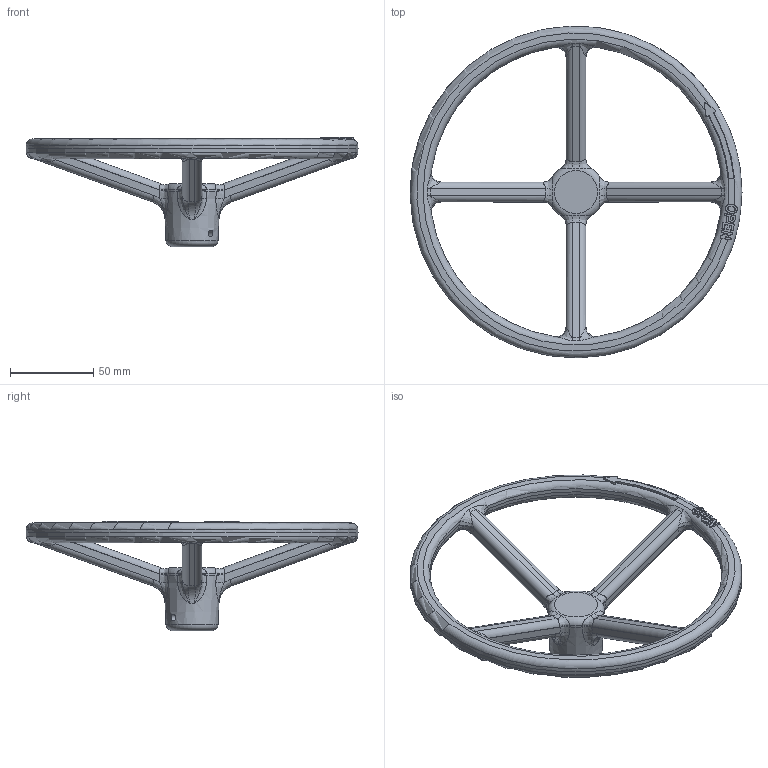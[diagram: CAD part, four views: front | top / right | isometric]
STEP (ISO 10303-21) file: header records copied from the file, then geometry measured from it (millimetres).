
FILE_DESCRIPTION(/* description */ ('Unknown'),/* implementation_level */ '2;1');
FILE_NAME(/* name */ '242-01421-1 M',/* time_stamp */ '2017-06-09T09:53:28+02:00',/* author */ ('Unknown'),/* organization */ ('Unknown'),/* preprocessor_version */ 'ST-DEVELOPER v16.7',/* originating_system */ 'DEX',/* authorisation */ $);
FILE_SCHEMA (('AUTOMOTIVE_DESIGN {1 0 10303 214 3 1 1}'));
Length unit declared in the file: millimetre
Products named in the file (1): 242-01421-1 M
Bounding box: 200 x 200 x 66 mm (x, y, z)
Volume: 144252.4 mm3; surface area: 42238.8 mm2
Topology: 1 solids, 1 shells, 291 faces, 779 edges, 476 vertices
Faces by surface type: bspline 140, plane 75, cylinder 46, cone 18, torus 12
Full cylindrical faces by diameter (mm): 4 x2, 12 x1
Entity records: 13692 total; most frequent: CARTESIAN_POINT 5701, ORIENTED_EDGE 1490, DIRECTION 893, EDGE_CURVE 745, VERTEX_POINT 465, B_SPLINE_CURVE_WITH_KNOTS 379, AXIS2_PLACEMENT_3D 375, FACE_BOUND 312
